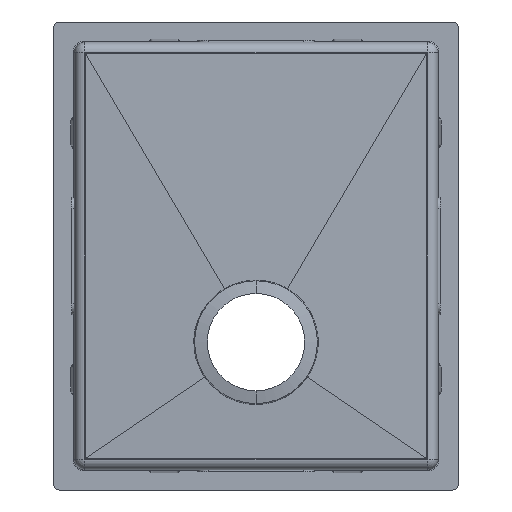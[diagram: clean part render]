
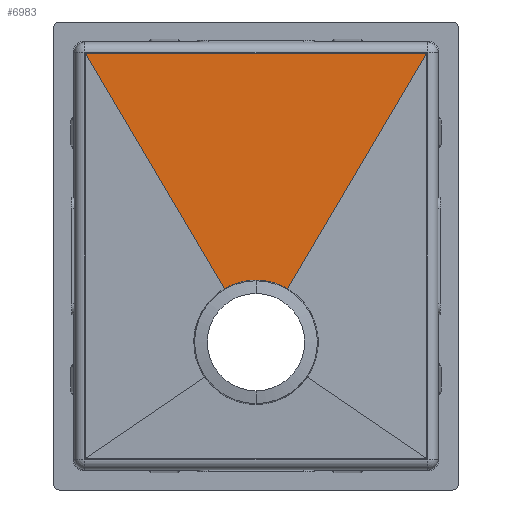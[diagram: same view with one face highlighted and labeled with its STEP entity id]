
A CAD part, front view. The second image highlights one B-rep face of the part: STEP entity #6983.
In plain terms, the highlighted planar face has unit normal (0, -1, 0.015).
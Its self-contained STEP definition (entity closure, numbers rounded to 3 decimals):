
#172 = CARTESIAN_POINT ( 'NONE',  ( -160.477, -0.001, 271.426 ) ) ;
#230 = DIRECTION ( 'NONE',  ( 0., -0.015, -1. ) ) ;
#288 = LINE ( 'NONE', #3442, #6037 ) ;
#351 = ORIENTED_EDGE ( 'NONE', *, *, #7950, .T. ) ;
#961 = VERTEX_POINT ( 'NONE', #10909 ) ;
#1350 = CARTESIAN_POINT ( 'NONE',  ( -160.375, -0.003, 271.289 ) ) ;
#1434 = AXIS2_PLACEMENT_3D ( 'NONE', #9963, #12157, #230 ) ;
#1606 = LINE ( 'NONE', #11777, #5332 ) ;
#1706 = EDGE_CURVE ( 'NONE', #11800, #6237, #8378, .T. ) ;
#2083 = CARTESIAN_POINT ( 'NONE',  ( 160.375, -0.003, 271.289 ) ) ;
#2321 = CARTESIAN_POINT ( 'NONE',  ( 0., -3.14, 58.395 ) ) ;
#2408 = CARTESIAN_POINT ( 'NONE',  ( -160.375, -0.003, 271.289 ) ) ;
#2994 = ORIENTED_EDGE ( 'NONE', *, *, #8219, .T. ) ;
#3045 = CARTESIAN_POINT ( 'NONE',  ( 160.477, -0.001, 271.426 ) ) ;
#3049 = EDGE_CURVE ( 'NONE', #4766, #7378, #11584, .T. ) ;
#3442 = CARTESIAN_POINT ( 'NONE',  ( 0., -4., 0. ) ) ;
#3800 = CARTESIAN_POINT ( 'NONE',  ( 0., -3.14, 58.395 ) ) ;
#3883 = CARTESIAN_POINT ( 'NONE',  ( 20.659, -3.181, 55.613 ) ) ;
#4131 = CARTESIAN_POINT ( 'NONE',  ( -160.443, -0.002, 271.392 ) ) ;
#4249 = CARTESIAN_POINT ( 'NONE',  ( -160.409, -0.002, 271.347 ) ) ;
#4766 = VERTEX_POINT ( 'NONE', #2083 ) ;
#4791 = CARTESIAN_POINT ( 'NONE',  ( 160.409, -0.002, 271.347 ) ) ;
#4945 = ORIENTED_EDGE ( 'NONE', *, *, #7986, .F. ) ;
#4956 = DIRECTION ( 'NONE',  ( -1., 0., 0. ) ) ;
#4964 = CARTESIAN_POINT ( 'NONE',  ( 0., -3.14, 58.395 ) ) ;
#5213 =( BOUNDED_CURVE ( )  B_SPLINE_CURVE ( 3, ( #172, #4131, #4249, #2408 ),
 .UNSPECIFIED., .F., .T. ) 
 B_SPLINE_CURVE_WITH_KNOTS ( ( 4, 4 ),
 ( 0.015, 0.025 ),
 .UNSPECIFIED. ) 
 CURVE ( )  GEOMETRIC_REPRESENTATION_ITEM ( )  RATIONAL_B_SPLINE_CURVE ( ( 1., 1., 1., 1. ) ) 
 REPRESENTATION_ITEM ( '' )  );
#5284 = EDGE_CURVE ( 'NONE', #7378, #961, #7931, .T. ) ;
#5332 = VECTOR ( 'NONE', #7631, 1000. ) ;
#5612 = ORIENTED_EDGE ( 'NONE', *, *, #3049, .T. ) ;
#5705 = VECTOR ( 'NONE', #4956, 1000. ) ;
#5794 = CARTESIAN_POINT ( 'NONE',  ( 160.477, -0.001, 271.426 ) ) ;
#6037 = VECTOR ( 'NONE', #10237, 1000. ) ;
#6237 = VERTEX_POINT ( 'NONE', #9832 ) ;
#6744 = CARTESIAN_POINT ( 'NONE',  ( -160.5, -0.001, 271.426 ) ) ;
#6960 = FACE_OUTER_BOUND ( 'NONE', #9658, .T. ) ;
#6983 = ADVANCED_FACE ( 'NONE', ( #6960 ), #10970, .T. ) ;
#7378 = VERTEX_POINT ( 'NONE', #3045 ) ;
#7396 = ORIENTED_EDGE ( 'NONE', *, *, #5284, .T. ) ;
#7608 = CARTESIAN_POINT ( 'NONE',  ( -29.704, -3.26, 50.247 ) ) ;
#7631 = DIRECTION ( 'NONE',  ( 0.509, 0.013, 0.861 ) ) ;
#7931 = LINE ( 'NONE', #6744, #5705 ) ;
#7950 = EDGE_CURVE ( 'NONE', #961, #10029, #5213, .T. ) ;
#7986 = EDGE_CURVE ( 'NONE', #9748, #10029, #288, .T. ) ;
#8177 = CARTESIAN_POINT ( 'NONE',  ( -20.659, -3.181, 55.613 ) ) ;
#8219 = EDGE_CURVE ( 'NONE', #9748, #11800, #8739, .T. ) ;
#8378 =( BOUNDED_CURVE ( )  B_SPLINE_CURVE ( 3, ( #3800, #9699, #3883, #8795 ),
 .UNSPECIFIED., .F., .T. ) 
 B_SPLINE_CURVE_WITH_KNOTS ( ( 4, 4 ),
 ( 0., 0.535 ),
 .UNSPECIFIED. ) 
 CURVE ( )  GEOMETRIC_REPRESENTATION_ITEM ( )  RATIONAL_B_SPLINE_CURVE ( ( 1., 0.976, 0.976, 1. ) ) 
 REPRESENTATION_ITEM ( '' )  );
#8739 =( BOUNDED_CURVE ( )  B_SPLINE_CURVE ( 3, ( #9195, #8177, #12187, #2321 ),
 .UNSPECIFIED., .F., .T. ) 
 B_SPLINE_CURVE_WITH_KNOTS ( ( 4, 4 ),
 ( 5.748, 6.283 ),
 .UNSPECIFIED. ) 
 CURVE ( )  GEOMETRIC_REPRESENTATION_ITEM ( )  RATIONAL_B_SPLINE_CURVE ( ( 1., 0.976, 0.976, 1. ) ) 
 REPRESENTATION_ITEM ( '' )  );
#8795 = CARTESIAN_POINT ( 'NONE',  ( 29.704, -3.26, 50.247 ) ) ;
#8916 = ORIENTED_EDGE ( 'NONE', *, *, #8942, .T. ) ;
#8942 = EDGE_CURVE ( 'NONE', #6237, #4766, #1606, .T. ) ;
#9195 = CARTESIAN_POINT ( 'NONE',  ( -29.704, -3.26, 50.247 ) ) ;
#9658 = EDGE_LOOP ( 'NONE', ( #4945, #2994, #11706, #8916, #5612, #7396, #351 ) ) ;
#9699 = CARTESIAN_POINT ( 'NONE',  ( 10.517, -3.14, 58.395 ) ) ;
#9748 = VERTEX_POINT ( 'NONE', #7608 ) ;
#9832 = CARTESIAN_POINT ( 'NONE',  ( 29.704, -3.26, 50.247 ) ) ;
#9963 = CARTESIAN_POINT ( 'NONE',  ( 0., -2.806, 81.041 ) ) ;
#10029 = VERTEX_POINT ( 'NONE', #1350 ) ;
#10237 = DIRECTION ( 'NONE',  ( -0.509, 0.013, 0.861 ) ) ;
#10909 = CARTESIAN_POINT ( 'NONE',  ( -160.477, -0.001, 271.426 ) ) ;
#10970 = PLANE ( 'NONE',  #1434 ) ;
#11584 =( BOUNDED_CURVE ( )  B_SPLINE_CURVE ( 3, ( #12965, #4791, #11785, #5794 ),
 .UNSPECIFIED., .F., .T. ) 
 B_SPLINE_CURVE_WITH_KNOTS ( ( 4, 4 ),
 ( 3.117, 3.127 ),
 .UNSPECIFIED. ) 
 CURVE ( )  GEOMETRIC_REPRESENTATION_ITEM ( )  RATIONAL_B_SPLINE_CURVE ( ( 1., 1., 1., 1. ) ) 
 REPRESENTATION_ITEM ( '' )  );
#11706 = ORIENTED_EDGE ( 'NONE', *, *, #1706, .T. ) ;
#11777 = CARTESIAN_POINT ( 'NONE',  ( 0., -4., 0. ) ) ;
#11785 = CARTESIAN_POINT ( 'NONE',  ( 160.443, -0.002, 271.392 ) ) ;
#11800 = VERTEX_POINT ( 'NONE', #4964 ) ;
#12157 = DIRECTION ( 'NONE',  ( 0., -1., 0.015 ) ) ;
#12187 = CARTESIAN_POINT ( 'NONE',  ( -10.517, -3.14, 58.395 ) ) ;
#12965 = CARTESIAN_POINT ( 'NONE',  ( 160.375, -0.003, 271.289 ) ) ;
